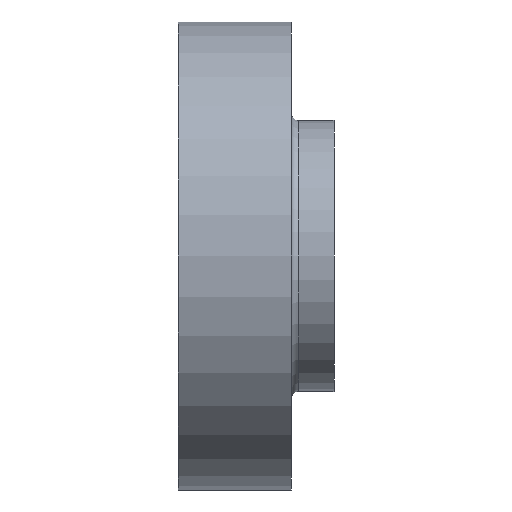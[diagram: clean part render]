
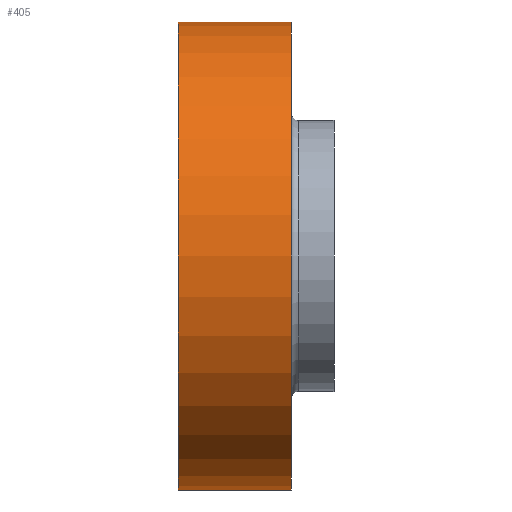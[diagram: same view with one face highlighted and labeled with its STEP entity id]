
A CAD part, front view. The second image highlights one B-rep face of the part: STEP entity #405.
In plain terms, the highlighted cylindrical face has radius 381 mm (diameter 762 mm), a partial arc.
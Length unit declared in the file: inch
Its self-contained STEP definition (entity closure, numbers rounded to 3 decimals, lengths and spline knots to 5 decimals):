
#51 = CIRCLE ( 'NONE', #395, 15. ) ;
#76 = VECTOR ( 'NONE', #1022, 39.37008 ) ;
#150 = LINE ( 'NONE', #1298, #509 ) ;
#201 = DIRECTION ( 'NONE',  ( 0., 0., 1. ) ) ;
#218 = AXIS2_PLACEMENT_3D ( 'NONE', #936, #713, #1148 ) ;
#290 = DIRECTION ( 'NONE',  ( 0., 0., 1. ) ) ;
#294 = CARTESIAN_POINT ( 'NONE',  ( 0., 0., 0. ) ) ;
#395 = AXIS2_PLACEMENT_3D ( 'NONE', #1126, #1132, #201 ) ;
#405 = ADVANCED_FACE ( 'NONE', ( #1319 ), #1119, .T. ) ;
#467 = DIRECTION ( 'NONE',  ( -1., 0., 0. ) ) ;
#482 = CARTESIAN_POINT ( 'NONE',  ( -5.70014, 0., 15. ) ) ;
#508 = ORIENTED_EDGE ( 'NONE', *, *, #899, .F. ) ;
#509 = VECTOR ( 'NONE', #467, 39.37008 ) ;
#537 = VERTEX_POINT ( 'NONE', #622 ) ;
#582 = VERTEX_POINT ( 'NONE', #1037 ) ;
#604 = ORIENTED_EDGE ( 'NONE', *, *, #792, .F. ) ;
#622 = CARTESIAN_POINT ( 'NONE',  ( 1.54986, 0., -15. ) ) ;
#630 = ORIENTED_EDGE ( 'NONE', *, *, #1076, .T. ) ;
#713 = DIRECTION ( 'NONE',  ( -1., 0., 0. ) ) ;
#715 = VERTEX_POINT ( 'NONE', #1061 ) ;
#727 = ORIENTED_EDGE ( 'NONE', *, *, #801, .T. ) ;
#792 = EDGE_CURVE ( 'NONE', #582, #1030, #835, .T. ) ;
#801 = EDGE_CURVE ( 'NONE', #537, #715, #51, .T. ) ;
#835 = CIRCLE ( 'NONE', #218, 15. ) ;
#899 = EDGE_CURVE ( 'NONE', #537, #582, #150, .T. ) ;
#912 = CARTESIAN_POINT ( 'NONE',  ( 0., 0., 15. ) ) ;
#936 = CARTESIAN_POINT ( 'NONE',  ( -5.70014, 0., 0. ) ) ;
#962 = EDGE_LOOP ( 'NONE', ( #508, #727, #630, #604 ) ) ;
#1000 = LINE ( 'NONE', #912, #76 ) ;
#1008 = DIRECTION ( 'NONE',  ( -1., 0., 0. ) ) ;
#1022 = DIRECTION ( 'NONE',  ( -1., 0., 0. ) ) ;
#1030 = VERTEX_POINT ( 'NONE', #482 ) ;
#1037 = CARTESIAN_POINT ( 'NONE',  ( -5.70014, 0., -15. ) ) ;
#1044 = AXIS2_PLACEMENT_3D ( 'NONE', #294, #1008, #290 ) ;
#1061 = CARTESIAN_POINT ( 'NONE',  ( 1.54986, 0., 15. ) ) ;
#1076 = EDGE_CURVE ( 'NONE', #715, #1030, #1000, .T. ) ;
#1119 = CYLINDRICAL_SURFACE ( 'NONE', #1044, 15. ) ;
#1126 = CARTESIAN_POINT ( 'NONE',  ( 1.54986, 0., 0. ) ) ;
#1132 = DIRECTION ( 'NONE',  ( -1., 0., 0. ) ) ;
#1148 = DIRECTION ( 'NONE',  ( 0., 0., 1. ) ) ;
#1298 = CARTESIAN_POINT ( 'NONE',  ( 0., 0., -15. ) ) ;
#1319 = FACE_OUTER_BOUND ( 'NONE', #962, .T. ) ;
